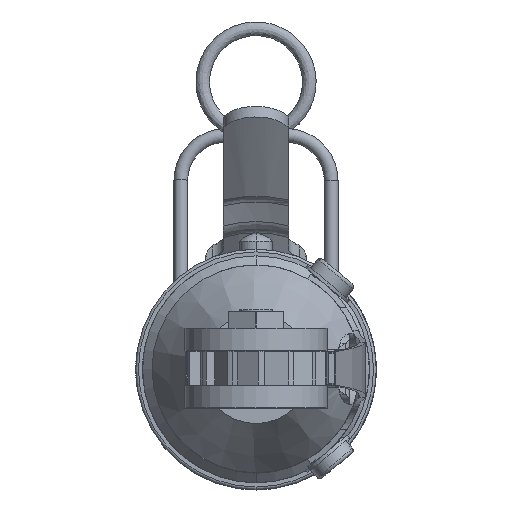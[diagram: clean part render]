
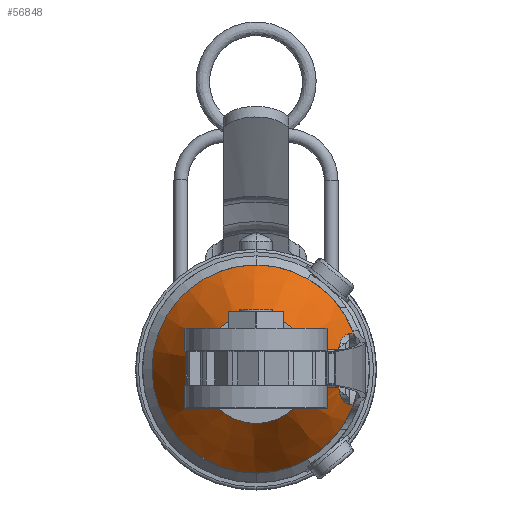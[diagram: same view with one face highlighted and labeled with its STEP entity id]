
A CAD part, top view. The second image highlights one B-rep face of the part: STEP entity #56848.
In plain terms, the highlighted conical face has half-angle 30 degrees and reference radius 14.5 mm.
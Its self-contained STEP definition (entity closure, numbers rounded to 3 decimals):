
#54724=CARTESIAN_POINT('',(0.,0.,50.5));
#54725=DIRECTION('',(0.,0.,1.));
#54726=DIRECTION('',(0.725,-0.689,0.));
#54727=AXIS2_PLACEMENT_3D('',#54724,#54725,#54726);
#54732=CARTESIAN_POINT('',(3.5,9.367,50.5));
#54733=CARTESIAN_POINT('',(3.5,10.228,49.104));
#54734=CARTESIAN_POINT('',(3.5,12.04,46.118));
#54735=CARTESIAN_POINT('',(3.5,14.045,42.753));
#54736=CARTESIAN_POINT('',(3.5,15.098,40.977));
#54741=CARTESIAN_POINT('',(6.5,17.492,35.5));
#54742=CARTESIAN_POINT('',(6.5,17.369,35.699));
#54743=CARTESIAN_POINT('',(6.482,17.128,36.101));
#54744=CARTESIAN_POINT('',(6.396,16.783,36.711));
#54745=CARTESIAN_POINT('',(6.25,16.462,37.322));
#54746=CARTESIAN_POINT('',(6.043,16.169,37.923));
#54747=CARTESIAN_POINT('',(5.771,15.904,38.517));
#54748=CARTESIAN_POINT('',(5.413,15.66,39.123));
#54749=CARTESIAN_POINT('',(4.945,15.438,39.745));
#54750=CARTESIAN_POINT('',(4.323,15.243,40.385));
#54751=CARTESIAN_POINT('',(3.795,15.141,40.789));
#54752=CARTESIAN_POINT('',(3.5,15.098,40.977));
#54757=CARTESIAN_POINT('',(6.5,17.492,35.5));
#54758=CARTESIAN_POINT('',(6.5,17.552,35.402));
#54759=CARTESIAN_POINT('',(6.5,17.672,35.207));
#54760=CARTESIAN_POINT('',(6.5,17.793,35.01));
#54761=CARTESIAN_POINT('',(6.5,17.854,34.912));
#54766=CARTESIAN_POINT('',(0.,0.,34.912));
#54767=DIRECTION('',(0.,0.,-1.));
#54768=DIRECTION('',(0.342,0.94,0.));
#54769=AXIS2_PLACEMENT_3D('',#54766,#54767,#54768);
#54774=CARTESIAN_POINT('',(0.,0.,34.912));
#54775=DIRECTION('',(0.,0.,1.));
#54776=DIRECTION('',(-0.342,0.94,0.));
#54777=AXIS2_PLACEMENT_3D('',#54774,#54775,#54776);
#54782=CARTESIAN_POINT('',(-6.5,17.854,34.912));
#54783=CARTESIAN_POINT('',(-6.5,17.793,35.01));
#54784=CARTESIAN_POINT('',(-6.5,17.672,35.207));
#54785=CARTESIAN_POINT('',(-6.5,17.552,35.402));
#54786=CARTESIAN_POINT('',(-6.5,17.492,35.5));
#54791=CARTESIAN_POINT('',(-3.5,15.098,40.977));
#54792=CARTESIAN_POINT('',(-3.795,15.141,
40.789));
#54793=CARTESIAN_POINT('',(-4.322,15.243,
40.385));
#54794=CARTESIAN_POINT('',(-4.941,15.437,
39.75));
#54795=CARTESIAN_POINT('',(-5.407,15.657,
39.132));
#54796=CARTESIAN_POINT('',(-5.765,15.9,
38.527));
#54797=CARTESIAN_POINT('',(-6.038,16.164,
37.934));
#54798=CARTESIAN_POINT('',(-6.248,16.458,
37.33));
#54799=CARTESIAN_POINT('',(-6.395,16.781,
36.716));
#54800=CARTESIAN_POINT('',(-6.482,17.127,
36.103));
#54801=CARTESIAN_POINT('',(-6.5,17.368,35.7));
#54802=CARTESIAN_POINT('',(-6.5,17.492,35.5));
#54807=CARTESIAN_POINT('',(-3.5,15.098,40.977));
#54808=CARTESIAN_POINT('',(-3.5,14.048,42.748));
#54809=CARTESIAN_POINT('',(-3.5,12.047,46.107));
#54810=CARTESIAN_POINT('',(-3.5,10.232,49.098));
#54811=CARTESIAN_POINT('',(-3.5,9.367,50.5));
#54816=CARTESIAN_POINT('',(0.,0.,50.5));
#54817=DIRECTION('',(0.,0.,1.));
#54818=DIRECTION('',(-0.725,0.689,0.));
#54819=AXIS2_PLACEMENT_3D('',#54816,#54817,#54818);
#54824=CARTESIAN_POINT('',(0.,0.,50.5));
#54825=DIRECTION('',(0.,0.,1.));
#54826=DIRECTION('',(-0.725,-0.689,0.));
#54827=AXIS2_PLACEMENT_3D('',#54824,#54825,#54826);
#54892=CARTESIAN_POINT('',(0.,0.,50.5));
#54893=DIRECTION('',(0.,0.,1.));
#54894=DIRECTION('',(-0.35,0.937,0.));
#54895=AXIS2_PLACEMENT_3D('',#54892,#54893,#54894);
#54990=CARTESIAN_POINT('',(0.,0.,50.5));
#54991=DIRECTION('',(0.,0.,-1.));
#54992=DIRECTION('',(0.725,-0.689,0.));
#54993=AXIS2_PLACEMENT_3D('',#54990,#54991,#54992);
#55034=CARTESIAN_POINT('',(0.,0.,50.5));
#55035=DIRECTION('',(0.,0.,-1.));
#55036=DIRECTION('',(0.35,0.937,0.));
#55037=AXIS2_PLACEMENT_3D('',#55034,#55035,#55036);
#55489=CARTESIAN_POINT('',(-7.25,6.887,50.5));
#55490=CARTESIAN_POINT('',(-7.25,-6.887,50.5));
#55491=VERTEX_POINT('',#55489);
#55492=VERTEX_POINT('',#55490);
#55501=CARTESIAN_POINT('',(0.,-10.,50.5));
#55502=VERTEX_POINT('',#55501);
#55503=CARTESIAN_POINT('',(7.25,-6.887,50.5));
#55504=VERTEX_POINT('',#55503);
#55511=CARTESIAN_POINT('',(-6.5,17.854,34.912));
#55512=VERTEX_POINT('',#55511);
#55513=VERTEX_POINT('',#54786);
#55515=CARTESIAN_POINT('',(6.5,17.854,34.912));
#55517=VERTEX_POINT('',#55515);
#55518=VERTEX_POINT('',#54757);
#55519=CARTESIAN_POINT('',(0.,-19.,34.912));
#55520=VERTEX_POINT('',#55519);
#55525=VERTEX_POINT('',#54807);
#55526=VERTEX_POINT('',#54811);
#55529=VERTEX_POINT('',#54732);
#55530=VERTEX_POINT('',#54736);
#55537=CARTESIAN_POINT('',(7.25,6.887,50.5));
#55538=VERTEX_POINT('',#55537);
#56816=CARTESIAN_POINT('',(0.,0.,42.706));
#56817=DIRECTION('',(0.,0.,-1.));
#56818=DIRECTION('',(0.,-1.,0.));
#56819=AXIS2_PLACEMENT_3D('',#56816,#56817,#56818);
#56820=CONICAL_SURFACE('',#56819,14.5,30.);
#56822=ORIENTED_EDGE('',*,*,#56821,.T.);
#56824=ORIENTED_EDGE('',*,*,#56823,.F.);
#56826=ORIENTED_EDGE('',*,*,#56825,.T.);
#56828=ORIENTED_EDGE('',*,*,#56827,.F.);
#56829=ORIENTED_EDGE('',*,*,#56798,.T.);
#56831=ORIENTED_EDGE('',*,*,#56830,.F.);
#56833=ORIENTED_EDGE('',*,*,#56832,.T.);
#56834=ORIENTED_EDGE('',*,*,#56122,.T.);
#56835=ORIENTED_EDGE('',*,*,#56196,.F.);
#56837=ORIENTED_EDGE('',*,*,#56836,.T.);
#56839=ORIENTED_EDGE('',*,*,#56838,.F.);
#56841=ORIENTED_EDGE('',*,*,#56840,.T.);
#56843=ORIENTED_EDGE('',*,*,#56842,.T.);
#56845=ORIENTED_EDGE('',*,*,#56844,.T.);
#56846=EDGE_LOOP('',(#56822,#56824,#56826,#56828,#56829,#56831,#56833,#56834,
#56835,#56837,#56839,#56841,#56843,#56845));
#56847=FACE_OUTER_BOUND('',#56846,.F.);
#56848=ADVANCED_FACE('',(#56847),#56820,.T.);
#54728=CIRCLE('',#54727,10.);
#54737=B_SPLINE_CURVE_WITH_KNOTS('',3,(#54732,#54733,#54734,#54735,#54736),
.UNSPECIFIED.,.F.,.F.,(4,1,4),(0.,0.5,1.),.UNSPECIFIED.);
#54753=B_SPLINE_CURVE_WITH_KNOTS('',3,(#54741,#54742,#54743,#54744,#54745,
#54746,#54747,#54748,#54749,#54750,#54751,#54752),.UNSPECIFIED.,.F.,.F.,(4,1,1,
1,1,1,1,1,1,4),(0.,0.111,0.222,0.333,
0.444,0.556,0.667,0.778,
0.889,1.),.UNSPECIFIED.);
#54762=B_SPLINE_CURVE_WITH_KNOTS('',3,(#54757,#54758,#54759,#54760,#54761),
.UNSPECIFIED.,.F.,.F.,(4,1,4),(0.,0.5,1.),.UNSPECIFIED.);
#54770=CIRCLE('',#54769,19.);
#54778=CIRCLE('',#54777,19.);
#54787=B_SPLINE_CURVE_WITH_KNOTS('',3,(#54782,#54783,#54784,#54785,#54786),
.UNSPECIFIED.,.F.,.F.,(4,1,4),(0.,0.5,1.),.UNSPECIFIED.);
#54803=B_SPLINE_CURVE_WITH_KNOTS('',3,(#54791,#54792,#54793,#54794,#54795,
#54796,#54797,#54798,#54799,#54800,#54801,#54802),.UNSPECIFIED.,.F.,.F.,(4,1,1,
1,1,1,1,1,1,4),(0.,0.111,0.222,0.333,
0.444,0.556,0.667,0.778,
0.889,1.),.UNSPECIFIED.);
#54812=B_SPLINE_CURVE_WITH_KNOTS('',3,(#54807,#54808,#54809,#54810,#54811),
.UNSPECIFIED.,.F.,.F.,(4,1,4),(0.,0.5,1.),.UNSPECIFIED.);
#54820=CIRCLE('',#54819,10.);
#54828=CIRCLE('',#54827,10.);
#54896=CIRCLE('',#54895,10.);
#54994=CIRCLE('',#54993,10.);
#55038=CIRCLE('',#55037,10.);
#56122=EDGE_CURVE('',#55517,#55520,#54770,.T.);
#56196=EDGE_CURVE('',#55512,#55520,#54778,.T.);
#56798=EDGE_CURVE('',#55529,#55530,#54737,.T.);
#56821=EDGE_CURVE('',#55492,#55502,#54828,.T.);
#56823=EDGE_CURVE('',#55504,#55502,#54994,.T.);
#56825=EDGE_CURVE('',#55504,#55538,#54728,.T.);
#56827=EDGE_CURVE('',#55529,#55538,#55038,.T.);
#56830=EDGE_CURVE('',#55518,#55530,#54753,.T.);
#56832=EDGE_CURVE('',#55518,#55517,#54762,.T.);
#56836=EDGE_CURVE('',#55512,#55513,#54787,.T.);
#56838=EDGE_CURVE('',#55525,#55513,#54803,.T.);
#56840=EDGE_CURVE('',#55525,#55526,#54812,.T.);
#56842=EDGE_CURVE('',#55526,#55491,#54896,.T.);
#56844=EDGE_CURVE('',#55491,#55492,#54820,.T.);
